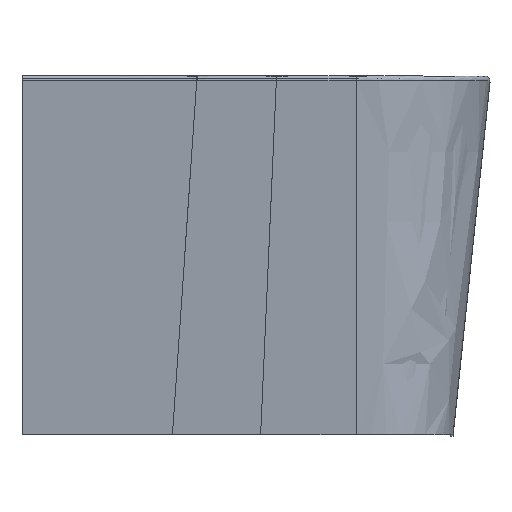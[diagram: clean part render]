
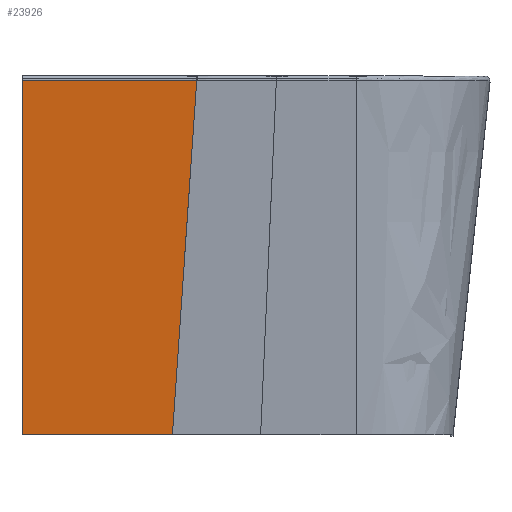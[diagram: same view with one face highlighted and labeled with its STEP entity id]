
A CAD part, top view. The second image highlights one B-rep face of the part: STEP entity #23926.
In plain terms, the highlighted free-form (B-spline) face has degree [5, 7] with [6, 9] control points.
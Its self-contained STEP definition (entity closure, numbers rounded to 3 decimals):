
#6043=CARTESIAN_POINT('',(-375.,-7.727,
849.194));
#6044=CARTESIAN_POINT('',(-370.907,-7.743,
849.192));
#6045=CARTESIAN_POINT('',(-362.756,-7.769,
849.189));
#6046=CARTESIAN_POINT('',(-350.506,-7.794,
849.186));
#6047=CARTESIAN_POINT('',(-338.611,-7.807,
849.185));
#6048=CARTESIAN_POINT('',(-326.909,-7.814,
849.184));
#6049=CARTESIAN_POINT('',(-315.288,-7.818,
849.185));
#6050=CARTESIAN_POINT('',(-303.656,-7.82,
849.185));
#6051=CARTESIAN_POINT('',(-291.956,-7.823,
849.185));
#6052=CARTESIAN_POINT('',(-280.193,-7.83,
849.184));
#6053=CARTESIAN_POINT('',(-268.442,-7.841,
849.183));
#6054=CARTESIAN_POINT('',(-256.779,-7.857,
849.181));
#6055=CARTESIAN_POINT('',(-245.231,-7.88,
849.179));
#6056=CARTESIAN_POINT('',(-233.789,-7.91,
849.176));
#6057=CARTESIAN_POINT('',(-222.464,-7.946,
849.171));
#6058=CARTESIAN_POINT('',(-211.283,-7.988,
849.167));
#6059=CARTESIAN_POINT('',(-200.259,-8.035,
849.162));
#6060=CARTESIAN_POINT('',(-189.382,-8.087,
849.156));
#6061=CARTESIAN_POINT('',(-178.624,-8.141,
849.15));
#6062=CARTESIAN_POINT('',(-167.928,-8.198,
849.144));
#6063=CARTESIAN_POINT('',(-157.198,-8.254,
849.139));
#6064=CARTESIAN_POINT('',(-146.257,-8.309,
849.133));
#6065=CARTESIAN_POINT('',(-134.979,-8.36,
849.128));
#6066=CARTESIAN_POINT('',(-122.953,-8.403,
849.123));
#6067=CARTESIAN_POINT('',(-109.936,-8.433,
849.12));
#6068=CARTESIAN_POINT('',(-100.346,-8.433,
849.12));
#6069=CARTESIAN_POINT('',(-95.36,-8.425,
849.121));
#6071=DIRECTION('',(1.,0.,0.));
#6072=VECTOR('',#6071,240.75);
#6073=CARTESIAN_POINT('',(-375.,-575.,
790.));
#6074=LINE('',#6073,#6072);
#6075=DIRECTION('',(0.,-0.995,-0.104));
#6076=VECTOR('',#6075,570.353);
#6077=CARTESIAN_POINT('',(-375.,-7.727,
849.194));
#6078=LINE('',#6077,#6076);
#6101=DIRECTION('',(-0.068,-0.992,-0.104));
#6102=VECTOR('',#6101,570.977);
#6103=CARTESIAN_POINT('',(-95.36,-8.425,
849.121));
#6104=LINE('',#6103,#6102);
#7368=CARTESIAN_POINT('',(-375.,-575.,
790.));
#7369=CARTESIAN_POINT('',(-134.25,-575.,
790.));
#7370=VERTEX_POINT('',#7368);
#7371=VERTEX_POINT('',#7369);
#7399=CARTESIAN_POINT('',(-95.36,-8.425,
849.121));
#7400=VERTEX_POINT('',#7399);
#7401=VERTEX_POINT('',#6043);
#23863=CARTESIAN_POINT('',(-377.02,-586.345,
788.816));
#23864=CARTESIAN_POINT('',(-357.264,-586.345,
788.816));
#23865=CARTESIAN_POINT('',(-324.416,-586.346,
788.816));
#23866=CARTESIAN_POINT('',(-290.697,-586.345,
788.816));
#23867=CARTESIAN_POINT('',(-256.105,-586.345,
788.816));
#23868=CARTESIAN_POINT('',(-220.73,-586.346,
788.816));
#23869=CARTESIAN_POINT('',(-184.449,-586.345,
788.816));
#23870=CARTESIAN_POINT('',(-147.224,-586.345,
788.816));
#23871=CARTESIAN_POINT('',(-132.617,-586.345,
788.816));
#23872=CARTESIAN_POINT('',(-377.178,-468.353,
801.128));
#23873=CARTESIAN_POINT('',(-355.874,-468.353,
801.128));
#23874=CARTESIAN_POINT('',(-320.786,-468.351,
801.129));
#23875=CARTESIAN_POINT('',(-285.264,-468.354,
801.13));
#23876=CARTESIAN_POINT('',(-249.383,-468.353,
801.128));
#23877=CARTESIAN_POINT('',(-213.079,-468.352,
801.128));
#23878=CARTESIAN_POINT('',(-176.291,-468.353,
801.128));
#23879=CARTESIAN_POINT('',(-139.059,-468.353,
801.128));
#23880=CARTESIAN_POINT('',(-124.53,-468.353,
801.128));
#23881=CARTESIAN_POINT('',(-377.335,-350.36,
813.441));
#23882=CARTESIAN_POINT('',(-354.483,-350.361,
813.44));
#23883=CARTESIAN_POINT('',(-317.156,-350.356,
813.441));
#23884=CARTESIAN_POINT('',(-279.831,-350.362,
813.443));
#23885=CARTESIAN_POINT('',(-242.661,-350.36,
813.44));
#23886=CARTESIAN_POINT('',(-205.429,-350.358,
813.441));
#23887=CARTESIAN_POINT('',(-168.133,-350.36,
813.441));
#23888=CARTESIAN_POINT('',(-130.895,-350.36,
813.441));
#23889=CARTESIAN_POINT('',(-116.442,-350.36,
813.441));
#23890=CARTESIAN_POINT('',(-377.492,-232.367,
825.753));
#23891=CARTESIAN_POINT('',(-353.093,-232.369,
825.752));
#23892=CARTESIAN_POINT('',(-313.525,-232.362,
825.753));
#23893=CARTESIAN_POINT('',(-274.398,-232.371,
825.757));
#23894=CARTESIAN_POINT('',(-235.939,-232.368,
825.751));
#23895=CARTESIAN_POINT('',(-197.779,-232.364,
825.753));
#23896=CARTESIAN_POINT('',(-159.976,-232.367,
825.753));
#23897=CARTESIAN_POINT('',(-122.73,-232.368,
825.753));
#23898=CARTESIAN_POINT('',(-108.355,-232.367,
825.753));
#23899=CARTESIAN_POINT('',(-377.65,-114.374,
838.066));
#23900=CARTESIAN_POINT('',(-351.702,-114.377,
838.064));
#23901=CARTESIAN_POINT('',(-309.895,-114.367,
838.066));
#23902=CARTESIAN_POINT('',(-268.965,-114.38,
838.07));
#23903=CARTESIAN_POINT('',(-229.217,-114.375,
838.063));
#23904=CARTESIAN_POINT('',(-190.129,-114.37,
838.065));
#23905=CARTESIAN_POINT('',(-151.818,-114.374,
838.066));
#23906=CARTESIAN_POINT('',(-114.565,-114.375,
838.065));
#23907=CARTESIAN_POINT('',(-100.268,-114.374,
838.065));
#23908=CARTESIAN_POINT('',(-377.807,3.619,
850.378));
#23909=CARTESIAN_POINT('',(-350.312,3.615,
850.375));
#23910=CARTESIAN_POINT('',(-306.265,3.628,
850.378));
#23911=CARTESIAN_POINT('',(-263.531,3.612,
850.384));
#23912=CARTESIAN_POINT('',(-222.495,3.617,
850.375));
#23913=CARTESIAN_POINT('',(-182.478,3.623,
850.377));
#23914=CARTESIAN_POINT('',(-143.661,3.618,
850.378));
#23915=CARTESIAN_POINT('',(-106.4,3.617,
850.378));
#23916=CARTESIAN_POINT('',(-92.181,3.619,
850.378));
#23917=B_SPLINE_SURFACE_WITH_KNOTS('',5,7,((#23863,#23864,#23865,#23866,#23867,
#23868,#23869,#23870,#23871),(#23872,#23873,#23874,#23875,#23876,#23877,#23878,
#23879,#23880),(#23881,#23882,#23883,#23884,#23885,#23886,#23887,#23888,#23889),
(#23890,#23891,#23892,#23893,#23894,#23895,#23896,#23897,#23898),(#23899,#23900,
#23901,#23902,#23903,#23904,#23905,#23906,#23907),(#23908,#23909,#23910,#23911,
#23912,#23913,#23914,#23915,#23916)),.UNSPECIFIED.,.F.,.F.,.F.,(6,6),(8,1,8),(
-0.02,1.006),(-0.004,0.299,
0.491),.UNSPECIFIED.);
#23918=ORIENTED_EDGE('',*,*,#21876,.T.);
#23920=ORIENTED_EDGE('',*,*,#23919,.T.);
#23922=ORIENTED_EDGE('',*,*,#23921,.F.);
#23923=ORIENTED_EDGE('',*,*,#23854,.F.);
#23924=EDGE_LOOP('',(#23918,#23920,#23922,#23923));
#23925=FACE_OUTER_BOUND('',#23924,.F.);
#6070=B_SPLINE_CURVE_WITH_KNOTS('',3,(#6043,#6044,#6045,#6046,#6047,#6048,#6049,
#6050,#6051,#6052,#6053,#6054,#6055,#6056,#6057,#6058,#6059,#6060,#6061,#6062,
#6063,#6064,#6065,#6066,#6067,#6068,#6069),.UNSPECIFIED.,.F.,.F.,(4,1,1,1,1,1,1,
1,1,1,1,1,1,1,1,1,1,1,1,1,1,1,1,1,4),(0.,0.042,0.083,
0.125,0.167,0.208,0.25,0.292,
0.333,0.375,0.417,0.458,0.5,
0.542,0.583,0.625,0.667,0.708,
0.75,0.792,0.833,0.875,0.917,
0.958,1.),.UNSPECIFIED.);
#21876=EDGE_CURVE('',#7401,#7400,#6070,.T.);
#23854=EDGE_CURVE('',#7401,#7370,#6078,.T.);
#23919=EDGE_CURVE('',#7400,#7371,#6104,.T.);
#23921=EDGE_CURVE('',#7370,#7371,#6074,.T.);
#23926=ADVANCED_FACE('',(#23925),#23917,.F.);
